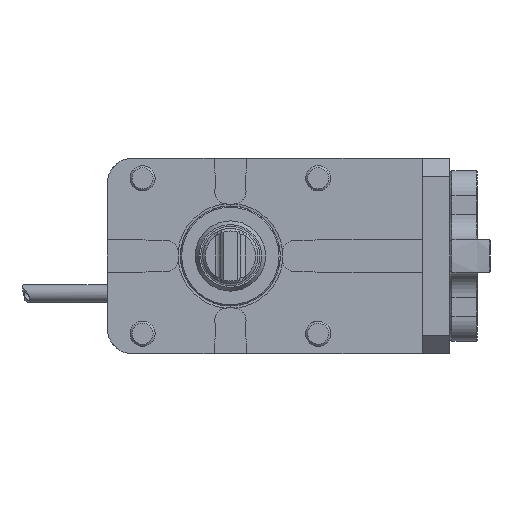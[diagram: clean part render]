
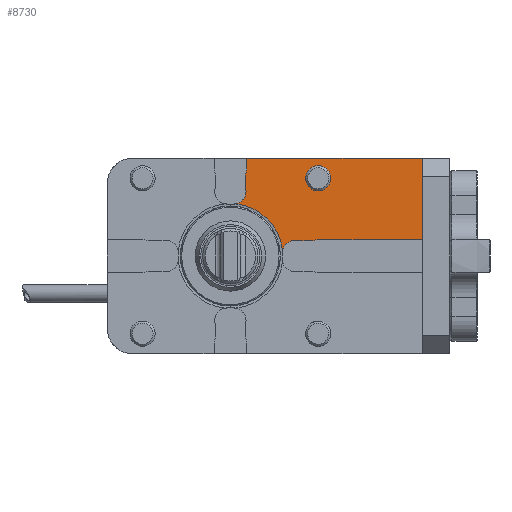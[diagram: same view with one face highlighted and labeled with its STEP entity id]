
A CAD part, front view. The second image highlights one B-rep face of the part: STEP entity #8730.
In plain terms, the highlighted planar face has unit normal (0, -1, 0).
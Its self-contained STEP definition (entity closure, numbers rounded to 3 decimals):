
#270 = ORIENTED_EDGE ( 'NONE', *, *, #10116, .F. ) ;
#326 = EDGE_CURVE ( 'NONE', #16094, #10488, #1261, .T. ) ;
#536 = DIRECTION ( 'NONE',  ( 0., -1., 0. ) ) ;
#806 = DIRECTION ( 'NONE',  ( 0., 0., -1. ) ) ;
#1027 = ORIENTED_EDGE ( 'NONE', *, *, #19983, .F. ) ;
#1040 = DIRECTION ( 'NONE',  ( 0., 0., 1. ) ) ;
#1217 = LINE ( 'NONE', #11544, #11669 ) ;
#1261 = LINE ( 'NONE', #3364, #22843 ) ;
#1326 = ORIENTED_EDGE ( 'NONE', *, *, #9715, .F. ) ;
#2552 = FACE_BOUND ( 'NONE', #26490, .T. ) ;
#2678 = CARTESIAN_POINT ( 'NONE',  ( 35., 32., 36. ) ) ;
#3023 = CIRCLE ( 'NONE', #6202, 5. ) ;
#3278 = CARTESIAN_POINT ( 'NONE',  ( 1.5, 32., 34.879 ) ) ;
#3364 = CARTESIAN_POINT ( 'NONE',  ( 0., 32., 39. ) ) ;
#4104 = DIRECTION ( 'NONE',  ( 0., 0., -1. ) ) ;
#4166 = CIRCLE ( 'NONE', #6814, 5. ) ;
#4197 = DIRECTION ( 'NONE',  ( 0., 1., 0. ) ) ;
#4610 = DIRECTION ( 'NONE',  ( 0., 0., 1. ) ) ;
#4796 = VERTEX_POINT ( 'NONE', #2678 ) ;
#5096 = FACE_OUTER_BOUND ( 'NONE', #9068, .T. ) ;
#5202 = DIRECTION ( 'NONE',  ( 0., -1., 0. ) ) ;
#5514 = VECTOR ( 'NONE', #13715, 1000. ) ;
#5742 = CIRCLE ( 'NONE', #9283, 5. ) ;
#6202 = AXIS2_PLACEMENT_3D ( 'NONE', #10589, #4197, #13029 ) ;
#6715 = CARTESIAN_POINT ( 'NONE',  ( 25.7, 32., 1.25 ) ) ;
#6814 = AXIS2_PLACEMENT_3D ( 'NONE', #15721, #5202, #13636 ) ;
#7061 = DIRECTION ( 'NONE',  ( 0., -1., 0. ) ) ;
#7369 = CIRCLE ( 'NONE', #11339, 20.89 ) ;
#7388 = EDGE_CURVE ( 'NONE', #11421, #16094, #25429, .T. ) ;
#7785 = LINE ( 'NONE', #19955, #5514 ) ;
#8471 = AXIS2_PLACEMENT_3D ( 'NONE', #6715, #536, #806 ) ;
#8535 = EDGE_CURVE ( 'NONE', #10488, #18618, #21883, .T. ) ;
#8730 = ADVANCED_FACE ( 'Defeature completata1_258', ( #2552, #5096 ), #26024, .F. ) ;
#8916 = EDGE_CURVE ( 'NONE', #13467, #22430, #7369, .T. ) ;
#9068 = EDGE_LOOP ( 'NONE', ( #25254, #10164, #22817, #1326, #26367, #24928, #13369, #1027, #270, #20264, #14953 ) ) ;
#9283 = AXIS2_PLACEMENT_3D ( 'NONE', #3278, #7061, #15649 ) ;
#9304 = VERTEX_POINT ( 'NONE', #19180 ) ;
#9715 = EDGE_CURVE ( 'NONE', #25628, #15280, #19798, .T. ) ;
#10012 = AXIS2_PLACEMENT_3D ( 'NONE', #24351, #17983, #26296 ) ;
#10116 = EDGE_CURVE ( 'NONE', #9304, #19671, #14018, .T. ) ;
#10164 = ORIENTED_EDGE ( 'NONE', *, *, #7388, .F. ) ;
#10193 = CARTESIAN_POINT ( 'NONE',  ( 6., 32., 27.261 ) ) ;
#10340 = CARTESIAN_POINT ( 'NONE',  ( 6., 32., 32.7 ) ) ;
#10488 = VERTEX_POINT ( 'NONE', #26937 ) ;
#10589 = CARTESIAN_POINT ( 'NONE',  ( 35., 32., 31. ) ) ;
#10622 = CARTESIAN_POINT ( 'NONE',  ( 20.78, 32., 2.139 ) ) ;
#11339 = AXIS2_PLACEMENT_3D ( 'NONE', #18528, #26855, #4104 ) ;
#11421 = VERTEX_POINT ( 'NONE', #14495 ) ;
#11544 = CARTESIAN_POINT ( 'NONE',  ( 32.7, 32., 6. ) ) ;
#11669 = VECTOR ( 'NONE', #26502, 1000. ) ;
#11742 = VECTOR ( 'NONE', #4610, 1000. ) ;
#13029 = DIRECTION ( 'NONE',  ( 0., 0., 1. ) ) ;
#13369 = ORIENTED_EDGE ( 'NONE', *, *, #17714, .F. ) ;
#13467 = VERTEX_POINT ( 'NONE', #10622 ) ;
#13636 = DIRECTION ( 'NONE',  ( 0., 0., -1. ) ) ;
#13715 = DIRECTION ( 'NONE',  ( -1., 0., 0. ) ) ;
#14018 = CIRCLE ( 'NONE', #19763, 5. ) ;
#14495 = CARTESIAN_POINT ( 'NONE',  ( 6.5, 32., 34.879 ) ) ;
#14953 = ORIENTED_EDGE ( 'NONE', *, *, #8535, .F. ) ;
#15280 = VERTEX_POINT ( 'NONE', #10340 ) ;
#15649 = DIRECTION ( 'NONE',  ( 0., 0., -1. ) ) ;
#15650 = CARTESIAN_POINT ( 'NONE',  ( 6., 32., 27.261 ) ) ;
#15656 = CARTESIAN_POINT ( 'NONE',  ( 76.5, 32., 0. ) ) ;
#15721 = CARTESIAN_POINT ( 'NONE',  ( 1.25, 32., 25.7 ) ) ;
#15736 = VECTOR ( 'NONE', #24390, 1000. ) ;
#15760 = EDGE_CURVE ( 'NONE', #15280, #11421, #5742, .T. ) ;
#16094 = VERTEX_POINT ( 'NONE', #25357 ) ;
#16573 = CARTESIAN_POINT ( 'NONE',  ( 2.139, 32., 20.78 ) ) ;
#16974 = EDGE_CURVE ( 'NONE', #4796, #4796, #3023, .T. ) ;
#17100 = VECTOR ( 'NONE', #1040, 1000. ) ;
#17672 = CARTESIAN_POINT ( 'NONE',  ( 76.5, 32., 6.5 ) ) ;
#17714 = EDGE_CURVE ( 'NONE', #25203, #13467, #20381, .T. ) ;
#17983 = DIRECTION ( 'NONE',  ( 0., 1., 0. ) ) ;
#18528 = CARTESIAN_POINT ( 'NONE',  ( 0., 32., 0. ) ) ;
#18618 = VERTEX_POINT ( 'NONE', #17672 ) ;
#19178 = CARTESIAN_POINT ( 'NONE',  ( 6.5, 32., 34.879 ) ) ;
#19180 = CARTESIAN_POINT ( 'NONE',  ( 34.879, 32., 6.5 ) ) ;
#19671 = VERTEX_POINT ( 'NONE', #21235 ) ;
#19763 = AXIS2_PLACEMENT_3D ( 'NONE', #21265, #27396, #23497 ) ;
#19798 = LINE ( 'NONE', #15650, #17100 ) ;
#19955 = CARTESIAN_POINT ( 'NONE',  ( 76.634, 32., 6.5 ) ) ;
#19983 = EDGE_CURVE ( 'NONE', #19671, #25203, #1217, .T. ) ;
#20200 = EDGE_CURVE ( 'NONE', #22430, #25628, #4166, .T. ) ;
#20264 = ORIENTED_EDGE ( 'NONE', *, *, #20874, .F. ) ;
#20381 = CIRCLE ( 'NONE', #8471, 5. ) ;
#20874 = EDGE_CURVE ( 'NONE', #18618, #9304, #7785, .T. ) ;
#21235 = CARTESIAN_POINT ( 'NONE',  ( 32.7, 32., 6. ) ) ;
#21265 = CARTESIAN_POINT ( 'NONE',  ( 34.879, 32., 1.5 ) ) ;
#21883 = LINE ( 'NONE', #15656, #15736 ) ;
#22372 = DIRECTION ( 'NONE',  ( 1., 0., 0. ) ) ;
#22430 = VERTEX_POINT ( 'NONE', #16573 ) ;
#22817 = ORIENTED_EDGE ( 'NONE', *, *, #15760, .F. ) ;
#22843 = VECTOR ( 'NONE', #22372, 1000. ) ;
#23497 = DIRECTION ( 'NONE',  ( 0., 0., -1. ) ) ;
#24205 = ORIENTED_EDGE ( 'NONE', *, *, #16974, .T. ) ;
#24351 = CARTESIAN_POINT ( 'NONE',  ( 0., 32., 0. ) ) ;
#24390 = DIRECTION ( 'NONE',  ( 0., 0., -1. ) ) ;
#24928 = ORIENTED_EDGE ( 'NONE', *, *, #8916, .F. ) ;
#25203 = VERTEX_POINT ( 'NONE', #26449 ) ;
#25254 = ORIENTED_EDGE ( 'NONE', *, *, #326, .F. ) ;
#25357 = CARTESIAN_POINT ( 'NONE',  ( 6.5, 32., 39. ) ) ;
#25429 = LINE ( 'NONE', #19178, #11742 ) ;
#25628 = VERTEX_POINT ( 'NONE', #10193 ) ;
#26024 = PLANE ( 'NONE',  #10012 ) ;
#26296 = DIRECTION ( 'NONE',  ( 0., 0., 1. ) ) ;
#26367 = ORIENTED_EDGE ( 'NONE', *, *, #20200, .F. ) ;
#26449 = CARTESIAN_POINT ( 'NONE',  ( 27.261, 32., 6. ) ) ;
#26490 = EDGE_LOOP ( 'NONE', ( #24205 ) ) ;
#26502 = DIRECTION ( 'NONE',  ( -1., 0., 0. ) ) ;
#26855 = DIRECTION ( 'NONE',  ( 0., -1., 0. ) ) ;
#26937 = CARTESIAN_POINT ( 'NONE',  ( 76.5, 32., 39. ) ) ;
#27396 = DIRECTION ( 'NONE',  ( 0., -1., 0. ) ) ;
